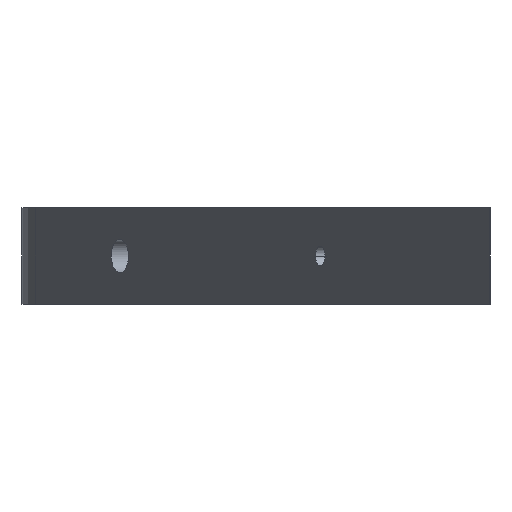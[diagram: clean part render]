
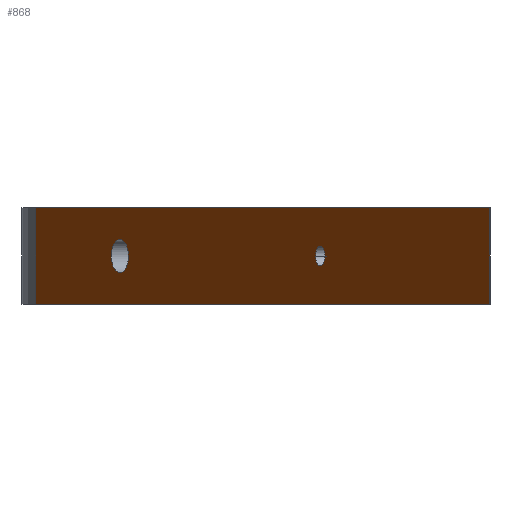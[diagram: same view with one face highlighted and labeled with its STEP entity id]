
A CAD part, left-side view. The second image highlights one B-rep face of the part: STEP entity #868.
In plain terms, the highlighted planar face has unit normal (-0.459, 0.888, 0).
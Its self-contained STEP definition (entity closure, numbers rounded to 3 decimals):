
#9 = CARTESIAN_POINT ( 'NONE',  ( -78.358, -22.492, 6.125 ) ) ;
#19 = VERTEX_POINT ( 'NONE', #9 ) ;
#26 = CARTESIAN_POINT ( 'NONE',  ( -119., -43.5, 12.25 ) ) ;
#50 = PLANE ( 'NONE',  #507 ) ;
#71 = CIRCLE ( 'NONE', #114, 1.25 ) ;
#84 = EDGE_CURVE ( 'NONE', #478, #19, #389, .T. ) ;
#114 = AXIS2_PLACEMENT_3D ( 'NONE', #454, #1017, #626 ) ;
#115 = CARTESIAN_POINT ( 'NONE',  ( -28., 3.538, 4.025 ) ) ;
#156 = VERTEX_POINT ( 'NONE', #693 ) ;
#175 = LINE ( 'NONE', #278, #948 ) ;
#194 = VERTEX_POINT ( 'NONE', #26 ) ;
#200 = FACE_BOUND ( 'NONE', #587, .T. ) ;
#207 = ORIENTED_EDGE ( 'NONE', *, *, #1202, .T. ) ;
#250 = ORIENTED_EDGE ( 'NONE', *, *, #84, .F. ) ;
#254 = VERTEX_POINT ( 'NONE', #697 ) ;
#264 = AXIS2_PLACEMENT_3D ( 'NONE', #661, #772, #845 ) ;
#278 = CARTESIAN_POINT ( 'NONE',  ( -119., -43.5, 12.25 ) ) ;
#324 = FACE_OUTER_BOUND ( 'NONE', #898, .T. ) ;
#326 = FACE_BOUND ( 'NONE', #532, .T. ) ;
#335 = CARTESIAN_POINT ( 'NONE',  ( -28., 3.538, 8.225 ) ) ;
#347 = CARTESIAN_POINT ( 'NONE',  ( -7.347, 14.213, 12.25 ) ) ;
#364 =( BOUNDED_CURVE ( )  B_SPLINE_CURVE ( 3, ( #721, #1009, #447, #335 ),
 .UNSPECIFIED., .F., .F. ) 
 B_SPLINE_CURVE_WITH_KNOTS ( ( 4, 4 ),
 ( 4.712, 7.854 ),
 .UNSPECIFIED. ) 
 CURVE ( )  GEOMETRIC_REPRESENTATION_ITEM ( )  RATIONAL_B_SPLINE_CURVE ( ( 1., 0.333, 0.333, 1. ) ) 
 REPRESENTATION_ITEM ( '' )  );
#369 = LINE ( 'NONE', #923, #385 ) ;
#385 = VECTOR ( 'NONE', #827, 1000. ) ;
#389 = CIRCLE ( 'NONE', #264, 1.25 ) ;
#429 = ORIENTED_EDGE ( 'NONE', *, *, #777, .F. ) ;
#447 = CARTESIAN_POINT ( 'NONE',  ( -32.2, 1.367, 8.225 ) ) ;
#454 = CARTESIAN_POINT ( 'NONE',  ( -77.248, -21.918, 6.125 ) ) ;
#473 = LINE ( 'NONE', #982, #891 ) ;
#478 = VERTEX_POINT ( 'NONE', #732 ) ;
#498 = VERTEX_POINT ( 'NONE', #1118 ) ;
#507 = AXIS2_PLACEMENT_3D ( 'NONE', #347, #548, #701 ) ;
#522 = EDGE_CURVE ( 'NONE', #254, #498, #665, .T. ) ;
#532 = EDGE_LOOP ( 'NONE', ( #429, #250 ) ) ;
#548 = DIRECTION ( 'NONE',  ( 0.459, -0.888, 0. ) ) ;
#576 = CARTESIAN_POINT ( 'NONE',  ( -23.8, 5.709, 4.025 ) ) ;
#587 = EDGE_LOOP ( 'NONE', ( #799, #599 ) ) ;
#595 = CARTESIAN_POINT ( 'NONE',  ( -7.347, 14.213, 0. ) ) ;
#599 = ORIENTED_EDGE ( 'NONE', *, *, #522, .F. ) ;
#626 = DIRECTION ( 'NONE',  ( -0.888, -0.459, 0. ) ) ;
#627 = ORIENTED_EDGE ( 'NONE', *, *, #927, .F. ) ;
#661 = CARTESIAN_POINT ( 'NONE',  ( -77.248, -21.918, 6.125 ) ) ;
#665 =( BOUNDED_CURVE ( )  B_SPLINE_CURVE ( 3, ( #942, #853, #576, #115 ),
 .UNSPECIFIED., .F., .F. ) 
 B_SPLINE_CURVE_WITH_KNOTS ( ( 4, 4 ),
 ( 1.571, 4.712 ),
 .UNSPECIFIED. ) 
 CURVE ( )  GEOMETRIC_REPRESENTATION_ITEM ( )  RATIONAL_B_SPLINE_CURVE ( ( 1., 0.333, 0.333, 1. ) ) 
 REPRESENTATION_ITEM ( '' )  );
#693 = CARTESIAN_POINT ( 'NONE',  ( -7.347, 14.213, 0. ) ) ;
#697 = CARTESIAN_POINT ( 'NONE',  ( -28., 3.538, 8.225 ) ) ;
#701 = DIRECTION ( 'NONE',  ( 0.888, 0.459, 0. ) ) ;
#721 = CARTESIAN_POINT ( 'NONE',  ( -28., 3.538, 4.025 ) ) ;
#732 = CARTESIAN_POINT ( 'NONE',  ( -76.138, -21.344, 6.125 ) ) ;
#734 = CARTESIAN_POINT ( 'NONE',  ( -119., -43.5, 0. ) ) ;
#772 = DIRECTION ( 'NONE',  ( -0.459, 0.888, 0. ) ) ;
#777 = EDGE_CURVE ( 'NONE', #19, #478, #71, .T. ) ;
#789 = DIRECTION ( 'NONE',  ( -0.888, -0.459, 0. ) ) ;
#797 = ORIENTED_EDGE ( 'NONE', *, *, #857, .F. ) ;
#799 = ORIENTED_EDGE ( 'NONE', *, *, #839, .F. ) ;
#818 = VECTOR ( 'NONE', #789, 1000. ) ;
#827 = DIRECTION ( 'NONE',  ( -0.888, -0.459, 0. ) ) ;
#839 = EDGE_CURVE ( 'NONE', #498, #254, #364, .T. ) ;
#845 = DIRECTION ( 'NONE',  ( -0.888, -0.459, 0. ) ) ;
#846 = DIRECTION ( 'NONE',  ( 0., 0., -1. ) ) ;
#853 = CARTESIAN_POINT ( 'NONE',  ( -23.8, 5.709, 8.225 ) ) ;
#857 = EDGE_CURVE ( 'NONE', #954, #194, #369, .T. ) ;
#868 = ADVANCED_FACE ( 'NONE', ( #326, #324, #200 ), #50, .F. ) ;
#886 = DIRECTION ( 'NONE',  ( 0., 0., -1. ) ) ;
#891 = VECTOR ( 'NONE', #886, 1000. ) ;
#898 = EDGE_LOOP ( 'NONE', ( #207, #627, #797, #909 ) ) ;
#909 = ORIENTED_EDGE ( 'NONE', *, *, #1136, .T. ) ;
#923 = CARTESIAN_POINT ( 'NONE',  ( -7.347, 14.213, 12.25 ) ) ;
#927 = EDGE_CURVE ( 'NONE', #194, #938, #175, .T. ) ;
#938 = VERTEX_POINT ( 'NONE', #734 ) ;
#942 = CARTESIAN_POINT ( 'NONE',  ( -28., 3.538, 8.225 ) ) ;
#948 = VECTOR ( 'NONE', #846, 1000. ) ;
#954 = VERTEX_POINT ( 'NONE', #1122 ) ;
#982 = CARTESIAN_POINT ( 'NONE',  ( -7.347, 14.213, 12.25 ) ) ;
#1005 = LINE ( 'NONE', #595, #818 ) ;
#1009 = CARTESIAN_POINT ( 'NONE',  ( -32.2, 1.367, 4.025 ) ) ;
#1017 = DIRECTION ( 'NONE',  ( -0.459, 0.888, 0. ) ) ;
#1118 = CARTESIAN_POINT ( 'NONE',  ( -28., 3.538, 4.025 ) ) ;
#1122 = CARTESIAN_POINT ( 'NONE',  ( -7.347, 14.213, 12.25 ) ) ;
#1136 = EDGE_CURVE ( 'NONE', #954, #156, #473, .T. ) ;
#1202 = EDGE_CURVE ( 'NONE', #156, #938, #1005, .T. ) ;
